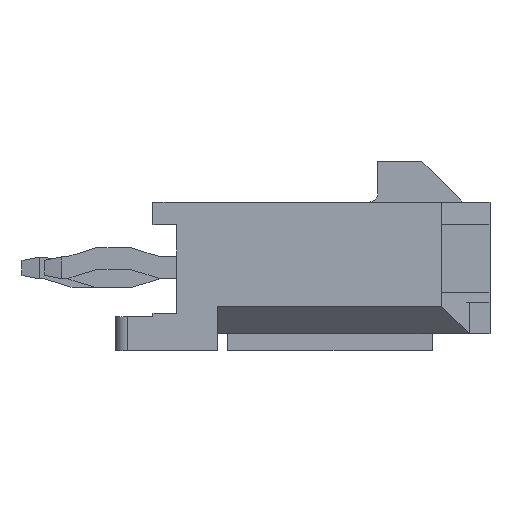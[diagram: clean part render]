
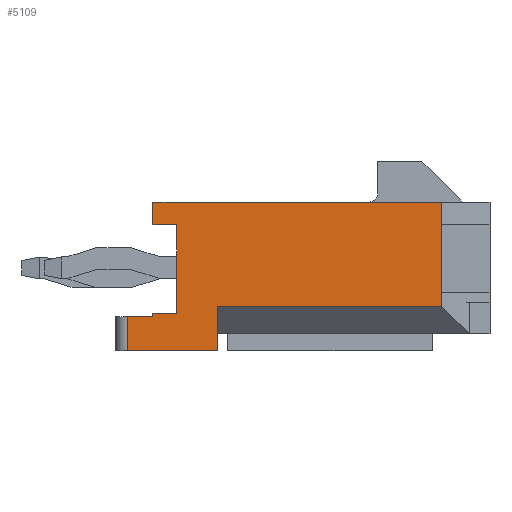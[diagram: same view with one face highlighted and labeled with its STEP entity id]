
A CAD part, left-side view. The second image highlights one B-rep face of the part: STEP entity #5109.
In plain terms, the highlighted planar face has unit normal (-1, 0, 0).
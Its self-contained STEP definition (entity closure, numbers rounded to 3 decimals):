
#585=ORIENTED_EDGE('',*,*,#1989,.F.);
#586=ORIENTED_EDGE('',*,*,#1990,.T.);
#587=ORIENTED_EDGE('',*,*,#1991,.F.);
#588=ORIENTED_EDGE('',*,*,#1992,.F.);
#589=ORIENTED_EDGE('',*,*,#1993,.F.);
#590=ORIENTED_EDGE('',*,*,#1613,.T.);
#591=ORIENTED_EDGE('',*,*,#1994,.T.);
#592=ORIENTED_EDGE('',*,*,#1995,.T.);
#593=ORIENTED_EDGE('',*,*,#1996,.T.);
#594=ORIENTED_EDGE('',*,*,#1997,.T.);
#595=ORIENTED_EDGE('',*,*,#1998,.T.);
#596=ORIENTED_EDGE('',*,*,#1999,.T.);
#597=ORIENTED_EDGE('',*,*,#2000,.T.);
#598=ORIENTED_EDGE('',*,*,#2001,.T.);
#1613=EDGE_CURVE('',#2353,#2352,#2831,.T.);
#1989=EDGE_CURVE('',#2652,#2653,#3207,.T.);
#1990=EDGE_CURVE('',#2652,#2654,#3208,.T.);
#1991=EDGE_CURVE('',#2655,#2654,#3209,.T.);
#1992=EDGE_CURVE('',#2656,#2655,#3210,.T.);
#1993=EDGE_CURVE('',#2353,#2656,#3211,.T.);
#1994=EDGE_CURVE('',#2352,#2657,#3212,.T.);
#1995=EDGE_CURVE('',#2657,#2658,#3213,.T.);
#1996=EDGE_CURVE('',#2658,#2659,#3214,.T.);
#1997=EDGE_CURVE('',#2659,#2660,#3215,.T.);
#1998=EDGE_CURVE('',#2660,#2661,#3216,.T.);
#1999=EDGE_CURVE('',#2661,#2662,#3217,.T.);
#2000=EDGE_CURVE('',#2662,#2663,#3218,.T.);
#2001=EDGE_CURVE('',#2663,#2653,#3219,.T.);
#2352=VERTEX_POINT('',#7213);
#2353=VERTEX_POINT('',#7215);
#2652=VERTEX_POINT('',#7957);
#2653=VERTEX_POINT('',#7958);
#2654=VERTEX_POINT('',#7960);
#2655=VERTEX_POINT('',#7962);
#2656=VERTEX_POINT('',#7964);
#2657=VERTEX_POINT('',#7967);
#2658=VERTEX_POINT('',#7969);
#2659=VERTEX_POINT('',#7971);
#2660=VERTEX_POINT('',#7973);
#2661=VERTEX_POINT('',#7975);
#2662=VERTEX_POINT('',#7977);
#2663=VERTEX_POINT('',#7979);
#2831=LINE('',#7214,#3565);
#3207=LINE('',#7956,#3941);
#3208=LINE('',#7959,#3942);
#3209=LINE('',#7961,#3943);
#3210=LINE('',#7963,#3944);
#3211=LINE('',#7965,#3945);
#3212=LINE('',#7966,#3946);
#3213=LINE('',#7968,#3947);
#3214=LINE('',#7970,#3948);
#3215=LINE('',#7972,#3949);
#3216=LINE('',#7974,#3950);
#3217=LINE('',#7976,#3951);
#3218=LINE('',#7978,#3952);
#3219=LINE('',#7980,#3953);
#3565=VECTOR('',#5865,1000.);
#3941=VECTOR('',#6375,1000.);
#3942=VECTOR('',#6376,1000.);
#3943=VECTOR('',#6377,1000.);
#3944=VECTOR('',#6378,1000.);
#3945=VECTOR('',#6379,1000.);
#3946=VECTOR('',#6380,1000.);
#3947=VECTOR('',#6381,1000.);
#3948=VECTOR('',#6382,1000.);
#3949=VECTOR('',#6383,1000.);
#3950=VECTOR('',#6384,1000.);
#3951=VECTOR('',#6385,1000.);
#3952=VECTOR('',#6386,1000.);
#3953=VECTOR('',#6387,1000.);
#4314=EDGE_LOOP('',(#585,#586,#587,#588,#589,#590,#591,#592,#593,#594,#595,
#596,#597,#598));
#4590=FACE_BOUND('',#4314,.T.);
#4851=PLANE('',#5573);
#5109=ADVANCED_FACE('',(#4590),#4851,.T.);
#5573=AXIS2_PLACEMENT_3D('',#7955,#6373,#6374);
#5865=DIRECTION('',(0.,1.,0.));
#6373=DIRECTION('',(-1.,0.,0.));
#6374=DIRECTION('',(0.,0.,1.));
#6375=DIRECTION('',(0.,0.,-1.));
#6376=DIRECTION('',(0.,-1.,0.));
#6377=DIRECTION('',(0.,0.,-1.));
#6378=DIRECTION('',(0.,0.,-1.));
#6379=DIRECTION('',(0.,0.,-1.));
#6380=DIRECTION('',(0.,0.,-1.));
#6381=DIRECTION('',(0.,-1.,0.));
#6382=DIRECTION('',(0.,0.,-1.));
#6383=DIRECTION('',(0.,1.,0.));
#6384=DIRECTION('',(0.,0.,-1.));
#6385=DIRECTION('',(0.,1.,0.));
#6386=DIRECTION('',(0.,0.,-1.));
#6387=DIRECTION('',(0.,-1.,0.));
#7213=CARTESIAN_POINT('',(-10.825,4.95,2.185));
#7214=CARTESIAN_POINT('',(-10.825,-4.95,2.185));
#7215=CARTESIAN_POINT('',(-10.825,-3.536,2.185));
#7955=CARTESIAN_POINT('',(-10.825,0.,0.));
#7956=CARTESIAN_POINT('',(-10.825,3.05,-1.685));
#7957=CARTESIAN_POINT('',(-10.825,3.05,-0.885));
#7958=CARTESIAN_POINT('',(-10.825,3.05,-2.185));
#7959=CARTESIAN_POINT('',(-10.825,0.,-0.885));
#7960=CARTESIAN_POINT('',(-10.825,-3.536,-0.885));
#7961=CARTESIAN_POINT('',(-10.825,-3.536,0.));
#7962=CARTESIAN_POINT('',(-10.825,-3.536,-0.465));
#7963=CARTESIAN_POINT('',(-10.825,-3.536,1.535));
#7964=CARTESIAN_POINT('',(-10.825,-3.536,1.535));
#7965=CARTESIAN_POINT('',(-10.825,-3.536,0.));
#7966=CARTESIAN_POINT('',(-10.825,4.95,2.185));
#7967=CARTESIAN_POINT('',(-10.825,4.95,1.515));
#7968=CARTESIAN_POINT('',(-10.825,0.,1.515));
#7969=CARTESIAN_POINT('',(-10.825,4.25,1.515));
#7970=CARTESIAN_POINT('',(-10.825,4.25,0.));
#7971=CARTESIAN_POINT('',(-10.825,4.25,-1.085));
#7972=CARTESIAN_POINT('',(-10.825,0.,-1.085));
#7973=CARTESIAN_POINT('',(-10.825,4.95,-1.085));
#7974=CARTESIAN_POINT('',(-10.825,4.95,2.185));
#7975=CARTESIAN_POINT('',(-10.825,4.95,-1.185));
#7976=CARTESIAN_POINT('',(-10.825,4.95,-1.185));
#7977=CARTESIAN_POINT('',(-10.825,5.7,-1.185));
#7978=CARTESIAN_POINT('',(-10.825,5.7,-1.185));
#7979=CARTESIAN_POINT('',(-10.825,5.7,-2.185));
#7980=CARTESIAN_POINT('',(-10.825,4.95,-2.185));
